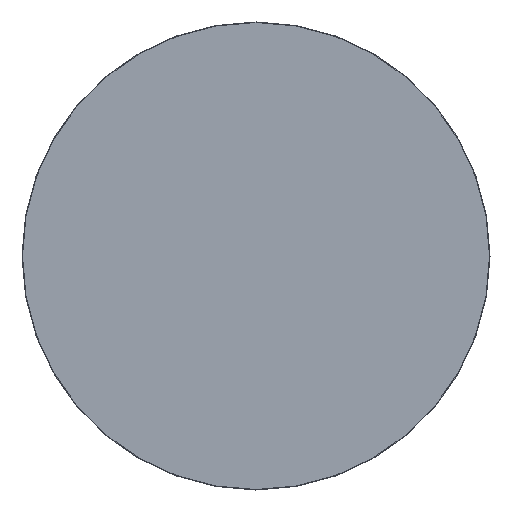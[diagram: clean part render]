
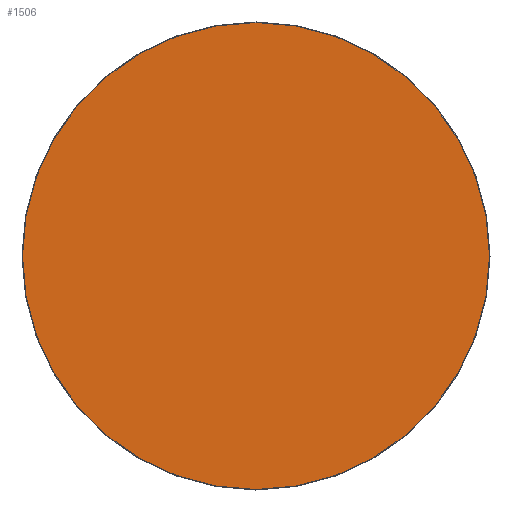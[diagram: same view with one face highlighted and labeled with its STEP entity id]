
A CAD part, front view. The second image highlights one B-rep face of the part: STEP entity #1506.
In plain terms, the highlighted planar face has unit normal (0, -1, 0).
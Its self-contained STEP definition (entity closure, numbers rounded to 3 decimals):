
#348=FACE_OUTER_BOUND('',#465,.T.);
#465=EDGE_LOOP('',(#1178));
#544=CIRCLE('',#1661,104.544);
#666=VERTEX_POINT('',#5205);
#835=EDGE_CURVE('',#666,#666,#544,.T.);
#1178=ORIENTED_EDGE('',*,*,#835,.F.);
#1342=PLANE('',#1684);
#1506=ADVANCED_FACE('',(#348),#1342,.T.);
#1661=AXIS2_PLACEMENT_3D('',#5206,#1986,#1987);
#1684=AXIS2_PLACEMENT_3D('',#5243,#2036,#2037);
#1986=DIRECTION('center_axis',(0.,1.,0.));
#1987=DIRECTION('ref_axis',(-1.,0.,0.));
#2036=DIRECTION('center_axis',(0.,-1.,0.));
#2037=DIRECTION('ref_axis',(0.,0.,-1.));
#5205=CARTESIAN_POINT('',(-10.037,-10.769,104.544));
#5206=CARTESIAN_POINT('Origin',(-10.037,-10.769,0.));
#5243=CARTESIAN_POINT('Origin',(-10.037,-10.769,0.));
